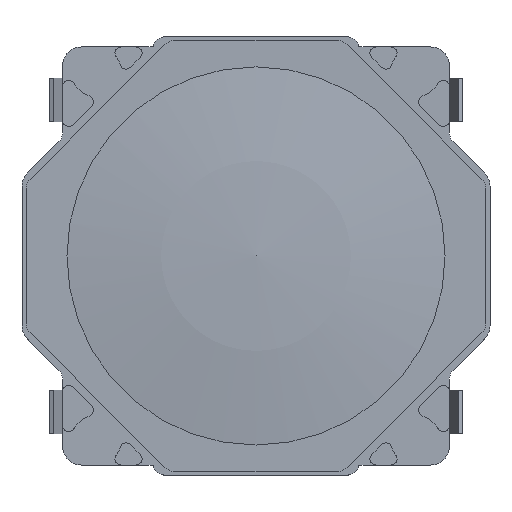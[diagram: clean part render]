
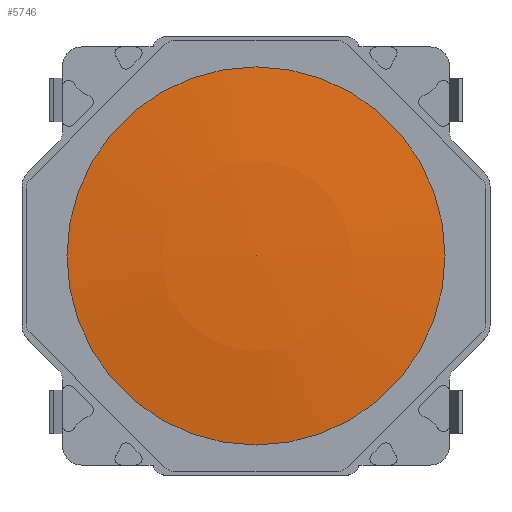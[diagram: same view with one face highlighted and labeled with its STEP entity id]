
A CAD part, top view. The second image highlights one B-rep face of the part: STEP entity #5746.
In plain terms, the highlighted spherical face has radius 23.638 mm.
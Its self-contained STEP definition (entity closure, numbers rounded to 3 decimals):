
#2582 = FACE_OUTER_BOUND ( 'NONE', #5766, .T. ) ;
#2620 = DIRECTION ( 'NONE',  ( 1., 0., 0. ) ) ;
#2621 = DIRECTION ( 'NONE',  ( 0., 1., 0. ) ) ;
#2622 = AXIS2_PLACEMENT_3D ( 'NONE', #2624, #2621, #2620 ) ;
#2623 = SPHERICAL_SURFACE ( 'NONE', #2622, 23.638 ) ;
#2624 = CARTESIAN_POINT ( 'NONE',  ( 0., -23.038, 0. ) ) ;
#3983 = DIRECTION ( 'NONE',  ( 0., 0., 1. ) ) ;
#3984 = DIRECTION ( 'NONE',  ( 0., -1., 0. ) ) ;
#3985 = CARTESIAN_POINT ( 'NONE',  ( 0., 0.405, 0. ) ) ;
#3986 = AXIS2_PLACEMENT_3D ( 'NONE', #3985, #3984, #3983 ) ;
#3987 = CIRCLE ( 'NONE', #3986, 3.03 ) ;
#3988 = CARTESIAN_POINT ( 'NONE',  ( 0., 0.405, 3.03 ) ) ;
#3989 = DIRECTION ( 'NONE',  ( 0., 0., 1. ) ) ;
#3990 = DIRECTION ( 'NONE',  ( 0., -1., 0. ) ) ;
#3991 = CARTESIAN_POINT ( 'NONE',  ( 0., 0.405, 0. ) ) ;
#3992 = AXIS2_PLACEMENT_3D ( 'NONE', #3991, #3990, #3989 ) ;
#3993 = CIRCLE ( 'NONE', #3992, 3.03 ) ;
#3994 = CARTESIAN_POINT ( 'NONE',  ( 0., 0.405, -3.03 ) ) ;
#5746 = ADVANCED_FACE ( 'NONE', ( #2582 ), #2623, .T. ) ;
#5763 = ORIENTED_EDGE ( 'NONE', *, *, #6437, .F. ) ;
#5764 = ORIENTED_EDGE ( 'NONE', *, *, #6435, .F. ) ;
#5766 = EDGE_LOOP ( 'NONE', ( #5763, #5764 ) ) ;
#6434 = VERTEX_POINT ( 'NONE', #3994 ) ;
#6435 = EDGE_CURVE ( 'NONE', #6434, #6436, #3993, .T. ) ;
#6436 = VERTEX_POINT ( 'NONE', #3988 ) ;
#6437 = EDGE_CURVE ( 'NONE', #6436, #6434, #3987, .T. ) ;
